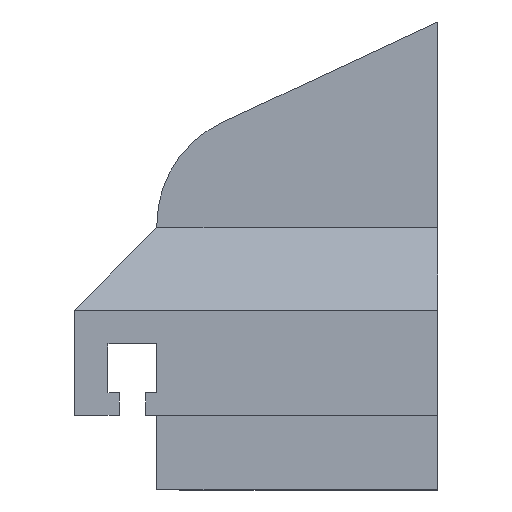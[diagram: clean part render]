
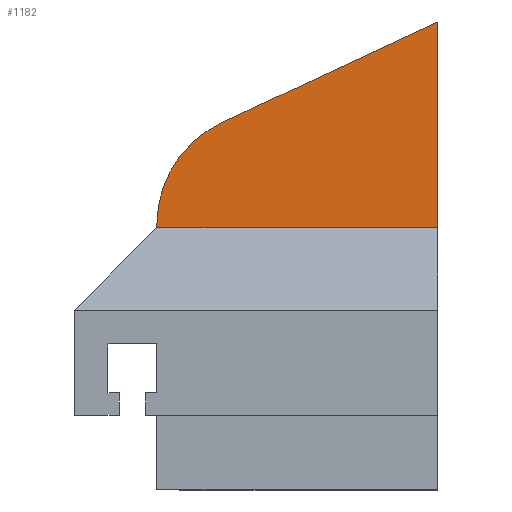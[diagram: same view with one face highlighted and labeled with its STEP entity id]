
A CAD part, left-side view. The second image highlights one B-rep face of the part: STEP entity #1182.
In plain terms, the highlighted planar face has unit normal (-1, 0, 0).
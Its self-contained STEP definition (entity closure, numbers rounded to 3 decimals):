
#8 = ORIENTED_EDGE ( 'NONE', *, *, #2059, .T. ) ;
#180 = CARTESIAN_POINT ( 'NONE',  ( -51., 25., 15. ) ) ;
#218 = CARTESIAN_POINT ( 'NONE',  ( -51., 43.246, 8.35 ) ) ;
#280 = CARTESIAN_POINT ( 'NONE',  ( -51., 25., 8.35 ) ) ;
#283 = CARTESIAN_POINT ( 'NONE',  ( -51., 0., 8.35 ) ) ;
#378 = ORIENTED_EDGE ( 'NONE', *, *, #2326, .T. ) ;
#412 = PLANE ( 'NONE',  #528 ) ;
#521 = VERTEX_POINT ( 'NONE', #280 ) ;
#528 = AXIS2_PLACEMENT_3D ( 'NONE', #1310, #1492, #1870 ) ;
#533 = VERTEX_POINT ( 'NONE', #283 ) ;
#562 = VECTOR ( 'NONE', #1852, 1000. ) ;
#600 = LINE ( 'NONE', #2110, #1871 ) ;
#629 = DIRECTION ( 'NONE',  ( -1., 0., 0. ) ) ;
#649 = VERTEX_POINT ( 'NONE', #997 ) ;
#680 = VERTEX_POINT ( 'NONE', #1211 ) ;
#740 = VECTOR ( 'NONE', #2161, 1000. ) ;
#934 = EDGE_LOOP ( 'NONE', ( #1007, #1653, #8, #378, #1106 ) ) ;
#997 = CARTESIAN_POINT ( 'NONE',  ( -51., 0., 26.658 ) ) ;
#1007 = ORIENTED_EDGE ( 'NONE', *, *, #2000, .T. ) ;
#1106 = ORIENTED_EDGE ( 'NONE', *, *, #1688, .F. ) ;
#1180 = CARTESIAN_POINT ( 'NONE',  ( -51., 25., 15. ) ) ;
#1182 = ADVANCED_FACE ( 'NONE', ( #1439 ), #412, .F. ) ;
#1211 = CARTESIAN_POINT ( 'NONE',  ( -51., 25., 8.629 ) ) ;
#1230 = LINE ( 'NONE', #180, #740 ) ;
#1249 = EDGE_CURVE ( 'NONE', #533, #649, #600, .T. ) ;
#1310 = CARTESIAN_POINT ( 'NONE',  ( -51., 25., 15. ) ) ;
#1423 = CARTESIAN_POINT ( 'NONE',  ( -51., 19.226, 17.692 ) ) ;
#1425 = LINE ( 'NONE', #1180, #2301 ) ;
#1439 = FACE_OUTER_BOUND ( 'NONE', #934, .T. ) ;
#1483 = CIRCLE ( 'NONE', #2033, 10. ) ;
#1492 = DIRECTION ( 'NONE',  ( 1., 0., 0. ) ) ;
#1525 = DIRECTION ( 'NONE',  ( 0., 0.906, -0.423 ) ) ;
#1567 = LINE ( 'NONE', #218, #562 ) ;
#1653 = ORIENTED_EDGE ( 'NONE', *, *, #1249, .T. ) ;
#1688 = EDGE_CURVE ( 'NONE', #521, #680, #1230, .T. ) ;
#1852 = DIRECTION ( 'NONE',  ( 0., -1., 0. ) ) ;
#1870 = DIRECTION ( 'NONE',  ( 0., 0., -1. ) ) ;
#1871 = VECTOR ( 'NONE', #2318, 1000. ) ;
#1942 = CARTESIAN_POINT ( 'NONE',  ( -51., 15., 8.629 ) ) ;
#2000 = EDGE_CURVE ( 'NONE', #521, #533, #1567, .T. ) ;
#2033 = AXIS2_PLACEMENT_3D ( 'NONE', #1942, #629, #2102 ) ;
#2059 = EDGE_CURVE ( 'NONE', #649, #2350, #1425, .T. ) ;
#2102 = DIRECTION ( 'NONE',  ( 0., 0., -1. ) ) ;
#2110 = CARTESIAN_POINT ( 'NONE',  ( -51., 0., 15. ) ) ;
#2161 = DIRECTION ( 'NONE',  ( 0., 0., 1. ) ) ;
#2301 = VECTOR ( 'NONE', #1525, 1000. ) ;
#2318 = DIRECTION ( 'NONE',  ( 0., 0., 1. ) ) ;
#2326 = EDGE_CURVE ( 'NONE', #2350, #680, #1483, .T. ) ;
#2350 = VERTEX_POINT ( 'NONE', #1423 ) ;
